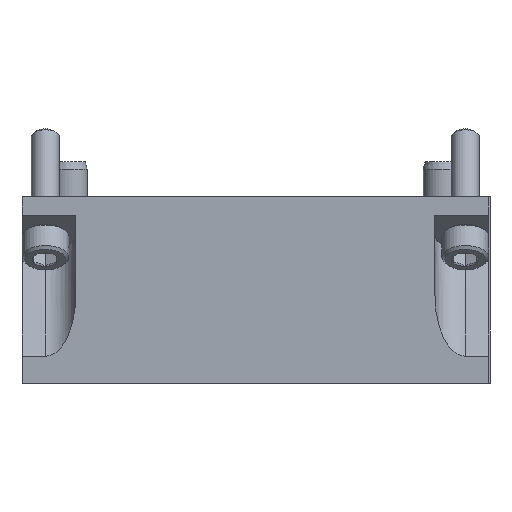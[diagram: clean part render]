
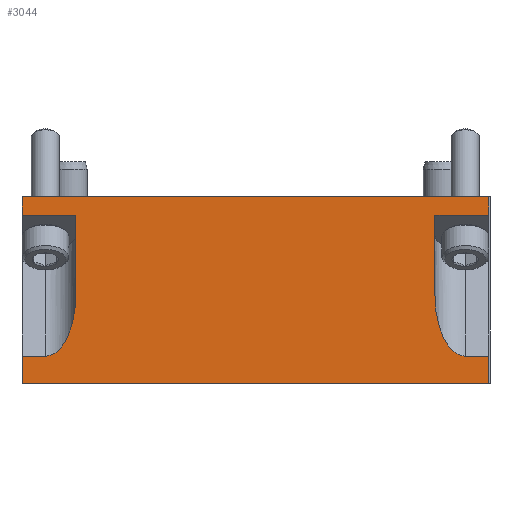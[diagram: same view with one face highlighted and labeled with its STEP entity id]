
A CAD part, front view. The second image highlights one B-rep face of the part: STEP entity #3044.
In plain terms, the highlighted planar face has unit normal (0, -1, 0).
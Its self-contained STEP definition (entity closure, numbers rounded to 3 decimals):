
#97=ELLIPSE('',#3347,13.,6.5);
#98=ELLIPSE('',#3348,13.,6.5);
#217=LINE('',#4728,#455);
#224=LINE('',#4755,#462);
#242=LINE('',#4870,#480);
#251=LINE('',#4926,#489);
#255=LINE('',#4943,#493);
#258=LINE('',#4946,#496);
#259=LINE('',#4948,#497);
#260=LINE('',#4950,#498);
#261=LINE('',#4952,#499);
#262=LINE('',#4956,#500);
#263=LINE('',#4957,#501);
#264=LINE('',#4958,#502);
#455=VECTOR('',#3726,1000.);
#462=VECTOR('',#3749,1000.);
#480=VECTOR('',#3839,1000.);
#489=VECTOR('',#3888,1000.);
#493=VECTOR('',#3904,1000.);
#496=VECTOR('',#3907,1000.);
#497=VECTOR('',#3910,1000.);
#498=VECTOR('',#3911,1000.);
#499=VECTOR('',#3912,1000.);
#500=VECTOR('',#3915,1000.);
#501=VECTOR('',#3916,1000.);
#502=VECTOR('',#3917,1000.);
#855=ORIENTED_EDGE('',*,*,#1642,.F.);
#856=ORIENTED_EDGE('',*,*,#1641,.F.);
#857=ORIENTED_EDGE('',*,*,#1601,.T.);
#858=ORIENTED_EDGE('',*,*,#1643,.T.);
#859=ORIENTED_EDGE('',*,*,#1644,.F.);
#860=ORIENTED_EDGE('',*,*,#1645,.F.);
#861=ORIENTED_EDGE('',*,*,#1646,.F.);
#862=ORIENTED_EDGE('',*,*,#1552,.F.);
#863=ORIENTED_EDGE('',*,*,#1647,.T.);
#864=ORIENTED_EDGE('',*,*,#1629,.F.);
#865=ORIENTED_EDGE('',*,*,#1638,.F.);
#866=ORIENTED_EDGE('',*,*,#1539,.F.);
#867=ORIENTED_EDGE('',*,*,#1648,.F.);
#868=ORIENTED_EDGE('',*,*,#1649,.F.);
#1539=EDGE_CURVE('',#1940,#1941,#217,.T.);
#1552=EDGE_CURVE('',#1952,#1953,#224,.T.);
#1601=EDGE_CURVE('',#1994,#1993,#242,.T.);
#1629=EDGE_CURVE('',#2020,#2021,#251,.T.);
#1638=EDGE_CURVE('',#1941,#2020,#255,.T.);
#1641=EDGE_CURVE('',#1994,#2027,#258,.T.);
#1642=EDGE_CURVE('',#2027,#2028,#259,.T.);
#1643=EDGE_CURVE('',#1993,#2029,#260,.T.);
#1644=EDGE_CURVE('',#2030,#2029,#261,.T.);
#1645=EDGE_CURVE('',#2031,#2030,#97,.T.);
#1646=EDGE_CURVE('',#1953,#2031,#262,.T.);
#1647=EDGE_CURVE('',#1952,#2021,#263,.T.);
#1648=EDGE_CURVE('',#2032,#1940,#264,.T.);
#1649=EDGE_CURVE('',#2028,#2032,#98,.T.);
#1940=VERTEX_POINT('',#4729);
#1941=VERTEX_POINT('',#4730);
#1952=VERTEX_POINT('',#4756);
#1953=VERTEX_POINT('',#4757);
#1993=VERTEX_POINT('',#4869);
#1994=VERTEX_POINT('',#4871);
#2020=VERTEX_POINT('',#4925);
#2021=VERTEX_POINT('',#4927);
#2027=VERTEX_POINT('',#4942);
#2028=VERTEX_POINT('',#4949);
#2029=VERTEX_POINT('',#4951);
#2030=VERTEX_POINT('',#4953);
#2031=VERTEX_POINT('',#4955);
#2032=VERTEX_POINT('',#4959);
#2388=EDGE_LOOP('',(#855,#856,#857,#858,#859,#860,#861,#862,#863,#864,#865,
#866,#867,#868));
#2678=FACE_BOUND('',#2388,.T.);
#2934=PLANE('',#3346);
#3044=ADVANCED_FACE('',(#2678),#2934,.T.);
#3346=AXIS2_PLACEMENT_3D('',#4947,#3908,#3909);
#3347=AXIS2_PLACEMENT_3D('',#4954,#3913,#3914);
#3348=AXIS2_PLACEMENT_3D('',#4960,#3918,#3919);
#3726=DIRECTION('',(-1.,0.,0.));
#3749=DIRECTION('',(-1.,0.,0.));
#3839=DIRECTION('',(1.,0.,0.));
#3888=DIRECTION('',(1.,0.,0.));
#3904=DIRECTION('',(0.,0.,1.));
#3907=DIRECTION('',(0.,0.,1.));
#3908=DIRECTION('',(0.,-1.,0.));
#3909=DIRECTION('',(0.,0.,-1.));
#3910=DIRECTION('',(1.,0.,0.));
#3911=DIRECTION('',(0.,0.,1.));
#3912=DIRECTION('',(1.,0.,0.));
#3913=DIRECTION('',(0.,-1.,0.));
#3914=DIRECTION('',(0.,0.,1.));
#3915=DIRECTION('',(0.,0.,-1.));
#3916=DIRECTION('',(0.,0.,1.));
#3917=DIRECTION('',(0.,0.,1.));
#3918=DIRECTION('',(0.,-1.,0.));
#3919=DIRECTION('',(0.,0.,1.));
#4728=CARTESIAN_POINT('',(-50.,0.,-4.041));
#4729=CARTESIAN_POINT('',(-38.5,0.,-4.041));
#4730=CARTESIAN_POINT('',(-50.,0.,-4.041));
#4755=CARTESIAN_POINT('',(-50.,0.,-4.041));
#4756=CARTESIAN_POINT('',(50.,0.,-4.041));
#4757=CARTESIAN_POINT('',(38.5,0.,-4.041));
#4869=CARTESIAN_POINT('',(50.,0.,-40.));
#4870=CARTESIAN_POINT('',(-50.,0.,-40.));
#4871=CARTESIAN_POINT('',(-50.,0.,-40.));
#4925=CARTESIAN_POINT('',(-50.,0.,0.));
#4926=CARTESIAN_POINT('',(-50.,0.,0.));
#4927=CARTESIAN_POINT('',(50.,0.,0.));
#4942=CARTESIAN_POINT('',(-50.,0.,-34.198));
#4943=CARTESIAN_POINT('',(-50.,0.,-40.));
#4946=CARTESIAN_POINT('',(-50.,0.,-40.));
#4947=CARTESIAN_POINT('',(-50.,0.,-40.));
#4948=CARTESIAN_POINT('',(-50.,0.,-34.198));
#4949=CARTESIAN_POINT('',(-45.,0.,-34.198));
#4950=CARTESIAN_POINT('',(50.,0.,-40.));
#4951=CARTESIAN_POINT('',(50.,0.,-34.198));
#4952=CARTESIAN_POINT('',(-50.,0.,-34.198));
#4953=CARTESIAN_POINT('',(45.,0.,-34.198));
#4954=CARTESIAN_POINT('',(45.,0.,-21.198));
#4955=CARTESIAN_POINT('',(38.5,0.,-21.198));
#4956=CARTESIAN_POINT('',(38.5,0.,-40.));
#4957=CARTESIAN_POINT('',(50.,0.,-40.));
#4958=CARTESIAN_POINT('',(-38.5,0.,-40.));
#4959=CARTESIAN_POINT('',(-38.5,0.,-21.198));
#4960=CARTESIAN_POINT('',(-45.,0.,-21.198));
